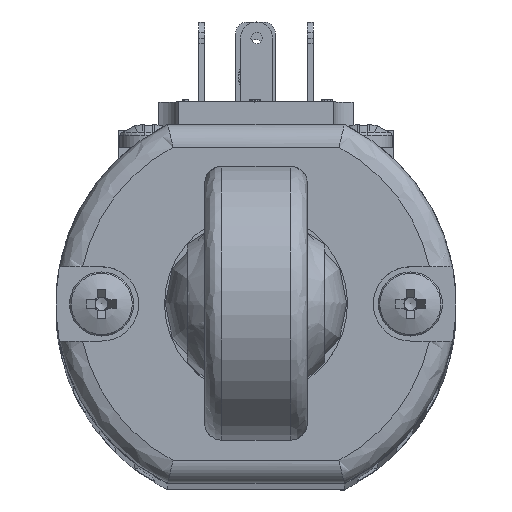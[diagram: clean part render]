
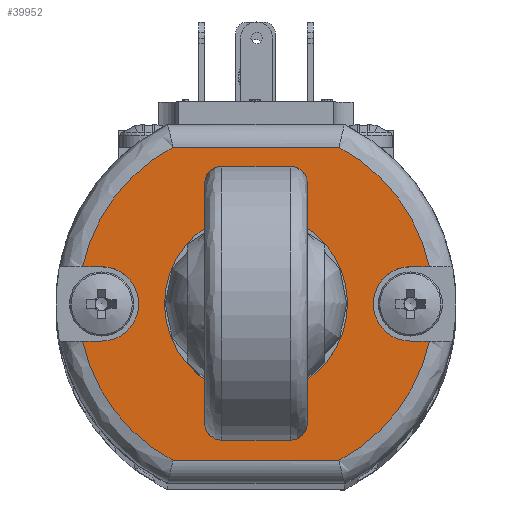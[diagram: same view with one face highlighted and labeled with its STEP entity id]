
A CAD part, top view. The second image highlights one B-rep face of the part: STEP entity #39952.
In plain terms, the highlighted planar face has unit normal (0, 0, 1).
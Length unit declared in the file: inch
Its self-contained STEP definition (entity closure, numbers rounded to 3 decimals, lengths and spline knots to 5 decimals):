
#22 = EDGE_CURVE ( 'NONE', #64910, #39915, #28507, .T. ) ;
#680 = VECTOR ( 'NONE', #57001, 39.37008 ) ;
#1202 = CARTESIAN_POINT ( 'NONE',  ( 0.5315, -0.12795, 12.00787 ) ) ;
#2511 = CARTESIAN_POINT ( 'NONE',  ( 0.59667, 0.12795, 12.00787 ) ) ;
#3572 = LINE ( 'NONE', #44298, #12466 ) ;
#3615 = VERTEX_POINT ( 'NONE', #44022 ) ;
#3732 = CARTESIAN_POINT ( 'NONE',  ( -0.55821, 0.3073, 12.00787 ) ) ;
#3903 = ORIENTED_EDGE ( 'NONE', *, *, #29188, .T. ) ;
#5732 = AXIS2_PLACEMENT_3D ( 'NONE', #39693, #24576, #44607 ) ;
#6775 = CARTESIAN_POINT ( 'NONE',  ( -0.59667, -0.12795, 12.00787 ) ) ;
#8821 = VERTEX_POINT ( 'NONE', #60292 ) ;
#9197 = ORIENTED_EDGE ( 'NONE', *, *, #27145, .F. ) ;
#9973 = DIRECTION ( 'NONE',  ( 0., 0., 1. ) ) ;
#11224 = EDGE_CURVE ( 'NONE', #17591, #27297, #27545, .T. ) ;
#11718 = VERTEX_POINT ( 'NONE', #13576 ) ;
#11791 = ORIENTED_EDGE ( 'NONE', *, *, #14953, .F. ) ;
#12111 = VERTEX_POINT ( 'NONE', #44570 ) ;
#12153 = CARTESIAN_POINT ( 'NONE',  ( 0.28543, -0.53937, 12.00787 ) ) ;
#12466 = VECTOR ( 'NONE', #19701, 39.37008 ) ;
#12674 = DIRECTION ( 'NONE',  ( 0., 0., -1. ) ) ;
#13576 = CARTESIAN_POINT ( 'NONE',  ( -0.59667, 0.12795, 12.00787 ) ) ;
#13945 = FACE_OUTER_BOUND ( 'NONE', #37530, .T. ) ;
#13957 = EDGE_CURVE ( 'NONE', #17591, #3615, #25203, .T. ) ;
#14236 = DIRECTION ( 'NONE',  ( 1., 0., 0. ) ) ;
#14953 = EDGE_CURVE ( 'NONE', #64910, #31742, #44562, .T. ) ;
#16428 = ORIENTED_EDGE ( 'NONE', *, *, #57497, .F. ) ;
#16673 = ORIENTED_EDGE ( 'NONE', *, *, #36234, .T. ) ;
#17371 = EDGE_CURVE ( 'NONE', #27698, #31742, #52048, .T. ) ;
#17591 = VERTEX_POINT ( 'NONE', #26400 ) ;
#17597 = CARTESIAN_POINT ( 'NONE',  ( -0.28543, -0.53937, 12.00787 ) ) ;
#17905 = CARTESIAN_POINT ( 'NONE',  ( 0.76257, -0.12795, 12.00787 ) ) ;
#18450 = EDGE_LOOP ( 'NONE', ( #3903 ) ) ;
#19190 = ORIENTED_EDGE ( 'NONE', *, *, #32026, .F. ) ;
#19449 = CARTESIAN_POINT ( 'NONE',  ( 0.59667, -0.12795, 12.00787 ) ) ;
#19515 = VERTEX_POINT ( 'NONE', #52683 ) ;
#19701 = DIRECTION ( 'NONE',  ( 1., 0., 0. ) ) ;
#20602 =( BOUNDED_CURVE ( )  B_SPLINE_CURVE ( 3, ( #17597, #57649, #52043, #6775 ),
 .UNSPECIFIED., .F., .T. ) 
 B_SPLINE_CURVE_WITH_KNOTS ( ( 4, 4 ),
 ( 0., 1. ),
 .UNSPECIFIED. ) 
 CURVE ( )  GEOMETRIC_REPRESENTATION_ITEM ( )  RATIONAL_B_SPLINE_CURVE ( ( 1., 0.938, 0.938, 1. ) ) 
 REPRESENTATION_ITEM ( '' )  );
#22464 = CARTESIAN_POINT ( 'NONE',  ( -0.5315, 0.12795, 12.00787 ) ) ;
#22489 = CARTESIAN_POINT ( 'NONE',  ( 0.59667, 0.12795, 12.00787 ) ) ;
#22822 = AXIS2_PLACEMENT_3D ( 'NONE', #42860, #12674, #58950 ) ;
#23067 =( BOUNDED_CURVE ( )  B_SPLINE_CURVE ( 3, ( #27496, #28179, #33487, #2511 ),
 .UNSPECIFIED., .F., .F. ) 
 B_SPLINE_CURVE_WITH_KNOTS ( ( 4, 4 ),
 ( 0., 1. ),
 .UNSPECIFIED. ) 
 CURVE ( )  GEOMETRIC_REPRESENTATION_ITEM ( )  RATIONAL_B_SPLINE_CURVE ( ( 1., 0.938, 0.938, 1. ) ) 
 REPRESENTATION_ITEM ( '' )  );
#23131 = CARTESIAN_POINT ( 'NONE',  ( -0.28543, 0.53937, 12.00787 ) ) ;
#23151 = DIRECTION ( 'NONE',  ( -1., 0., 0. ) ) ;
#24576 = DIRECTION ( 'NONE',  ( 0., 0., 1. ) ) ;
#25203 = LINE ( 'NONE', #61344, #27640 ) ;
#25254 = ORIENTED_EDGE ( 'NONE', *, *, #22, .T. ) ;
#26400 = CARTESIAN_POINT ( 'NONE',  ( -0.5315, -0.12795, 12.00787 ) ) ;
#27145 = EDGE_CURVE ( 'NONE', #27698, #8821, #35266, .T. ) ;
#27297 = VERTEX_POINT ( 'NONE', #22464 ) ;
#27425 = LINE ( 'NONE', #32114, #64328 ) ;
#27496 = CARTESIAN_POINT ( 'NONE',  ( 0.28543, 0.53937, 12.00787 ) ) ;
#27545 = CIRCLE ( 'NONE', #63206, 0.12795 ) ;
#27640 = VECTOR ( 'NONE', #36407, 39.37008 ) ;
#27698 = VERTEX_POINT ( 'NONE', #19449 ) ;
#28179 = CARTESIAN_POINT ( 'NONE',  ( 0.44755, 0.45358, 12.00787 ) ) ;
#28302 = ORIENTED_EDGE ( 'NONE', *, *, #38840, .F. ) ;
#28507 = LINE ( 'NONE', #45093, #50844 ) ;
#28767 = PLANE ( 'NONE',  #60821 ) ;
#29188 = EDGE_CURVE ( 'NONE', #53605, #53605, #51113, .T. ) ;
#29780 = CARTESIAN_POINT ( 'NONE',  ( 0., 0., 12.00787 ) ) ;
#31742 = VERTEX_POINT ( 'NONE', #1202 ) ;
#32026 = EDGE_CURVE ( 'NONE', #11718, #61377, #56631, .T. ) ;
#32114 = CARTESIAN_POINT ( 'NONE',  ( 0.30435, -0.53937, 12.00787 ) ) ;
#32571 = CARTESIAN_POINT ( 'NONE',  ( 0.55821, -0.3073, 12.00787 ) ) ;
#33487 = CARTESIAN_POINT ( 'NONE',  ( 0.55821, 0.3073, 12.00787 ) ) ;
#33560 = EDGE_CURVE ( 'NONE', #8821, #19515, #27425, .T. ) ;
#33734 = DIRECTION ( 'NONE',  ( -1., 0., 0. ) ) ;
#35236 = LINE ( 'NONE', #54517, #62815 ) ;
#35266 =( BOUNDED_CURVE ( )  B_SPLINE_CURVE ( 3, ( #62435, #32571, #42988, #12153 ),
 .UNSPECIFIED., .F., .F. ) 
 B_SPLINE_CURVE_WITH_KNOTS ( ( 4, 4 ),
 ( 0., 1. ),
 .UNSPECIFIED. ) 
 CURVE ( )  GEOMETRIC_REPRESENTATION_ITEM ( )  RATIONAL_B_SPLINE_CURVE ( ( 1., 0.938, 0.938, 1. ) ) 
 REPRESENTATION_ITEM ( '' )  );
#35329 = CARTESIAN_POINT ( 'NONE',  ( 0.5315, 0.12795, 12.00787 ) ) ;
#36234 = EDGE_CURVE ( 'NONE', #11718, #27297, #35236, .T. ) ;
#36407 = DIRECTION ( 'NONE',  ( -1., 0., 0. ) ) ;
#37530 = EDGE_LOOP ( 'NONE', ( #42728, #11791, #25254, #42647, #28302, #19190, #16673, #45999, #53318, #16428, #49176, #9197 ) ) ;
#38602 = CARTESIAN_POINT ( 'NONE',  ( -0.5315, 0., 12.00787 ) ) ;
#38840 = EDGE_CURVE ( 'NONE', #61377, #12111, #3572, .T. ) ;
#39693 = CARTESIAN_POINT ( 'NONE',  ( 0.5315, 0., 12.00787 ) ) ;
#39915 = VERTEX_POINT ( 'NONE', #22489 ) ;
#39952 = ADVANCED_FACE ( 'NONE', ( #64876, #13945 ), #28767, .F. ) ;
#42647 = ORIENTED_EDGE ( 'NONE', *, *, #61158, .F. ) ;
#42728 = ORIENTED_EDGE ( 'NONE', *, *, #17371, .T. ) ;
#42860 = CARTESIAN_POINT ( 'NONE',  ( 0., 0., 12.00787 ) ) ;
#42988 = CARTESIAN_POINT ( 'NONE',  ( 0.44755, -0.45358, 12.00787 ) ) ;
#44022 = CARTESIAN_POINT ( 'NONE',  ( -0.59667, -0.12795, 12.00787 ) ) ;
#44217 = CARTESIAN_POINT ( 'NONE',  ( -0.28543, 0.53937, 12.00787 ) ) ;
#44298 = CARTESIAN_POINT ( 'NONE',  ( 0.30435, 0.53937, 12.00787 ) ) ;
#44493 = DIRECTION ( 'NONE',  ( 0., 0., -1. ) ) ;
#44562 = CIRCLE ( 'NONE', #5732, 0.12795 ) ;
#44570 = CARTESIAN_POINT ( 'NONE',  ( 0.28543, 0.53937, 12.00787 ) ) ;
#44607 = DIRECTION ( 'NONE',  ( 1., 0., 0. ) ) ;
#45093 = CARTESIAN_POINT ( 'NONE',  ( 0.5315, 0.12795, 12.00787 ) ) ;
#45999 = ORIENTED_EDGE ( 'NONE', *, *, #11224, .F. ) ;
#48320 = CARTESIAN_POINT ( 'NONE',  ( 0.25591, 0., 12.00787 ) ) ;
#49176 = ORIENTED_EDGE ( 'NONE', *, *, #33560, .F. ) ;
#50319 = DIRECTION ( 'NONE',  ( 1., 0., 0. ) ) ;
#50841 = DIRECTION ( 'NONE',  ( 1., 0., 0. ) ) ;
#50844 = VECTOR ( 'NONE', #50319, 39.37008 ) ;
#51113 = CIRCLE ( 'NONE', #22822, 0.25591 ) ;
#52043 = CARTESIAN_POINT ( 'NONE',  ( -0.55821, -0.3073, 12.00787 ) ) ;
#52048 = LINE ( 'NONE', #17905, #680 ) ;
#52683 = CARTESIAN_POINT ( 'NONE',  ( -0.28543, -0.53937, 12.00787 ) ) ;
#53318 = ORIENTED_EDGE ( 'NONE', *, *, #13957, .T. ) ;
#53605 = VERTEX_POINT ( 'NONE', #48320 ) ;
#54517 = CARTESIAN_POINT ( 'NONE',  ( -0.5315, 0.12795, 12.00787 ) ) ;
#56631 =( BOUNDED_CURVE ( )  B_SPLINE_CURVE ( 3, ( #58274, #3732, #64211, #23131 ),
 .UNSPECIFIED., .F., .T. ) 
 B_SPLINE_CURVE_WITH_KNOTS ( ( 4, 4 ),
 ( 0., 1. ),
 .UNSPECIFIED. ) 
 CURVE ( )  GEOMETRIC_REPRESENTATION_ITEM ( )  RATIONAL_B_SPLINE_CURVE ( ( 1., 0.938, 0.938, 1. ) ) 
 REPRESENTATION_ITEM ( '' )  );
#57001 = DIRECTION ( 'NONE',  ( -1., 0., 0. ) ) ;
#57497 = EDGE_CURVE ( 'NONE', #19515, #3615, #20602, .T. ) ;
#57649 = CARTESIAN_POINT ( 'NONE',  ( -0.44755, -0.45358, 12.00787 ) ) ;
#58274 = CARTESIAN_POINT ( 'NONE',  ( -0.59667, 0.12795, 12.00787 ) ) ;
#58950 = DIRECTION ( 'NONE',  ( 1., 0., 0. ) ) ;
#60292 = CARTESIAN_POINT ( 'NONE',  ( 0.28543, -0.53937, 12.00787 ) ) ;
#60821 = AXIS2_PLACEMENT_3D ( 'NONE', #29780, #44493, #33734 ) ;
#61158 = EDGE_CURVE ( 'NONE', #12111, #39915, #23067, .T. ) ;
#61344 = CARTESIAN_POINT ( 'NONE',  ( -0.76257, -0.12795, 12.00787 ) ) ;
#61377 = VERTEX_POINT ( 'NONE', #44217 ) ;
#62435 = CARTESIAN_POINT ( 'NONE',  ( 0.59667, -0.12795, 12.00787 ) ) ;
#62815 = VECTOR ( 'NONE', #50841, 39.37008 ) ;
#63206 = AXIS2_PLACEMENT_3D ( 'NONE', #38602, #9973, #14236 ) ;
#64211 = CARTESIAN_POINT ( 'NONE',  ( -0.44755, 0.45358, 12.00787 ) ) ;
#64328 = VECTOR ( 'NONE', #23151, 39.37008 ) ;
#64876 = FACE_BOUND ( 'NONE', #18450, .T. ) ;
#64910 = VERTEX_POINT ( 'NONE', #35329 ) ;
